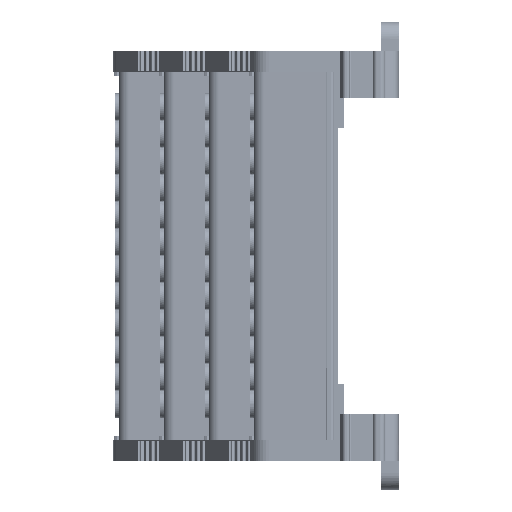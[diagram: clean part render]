
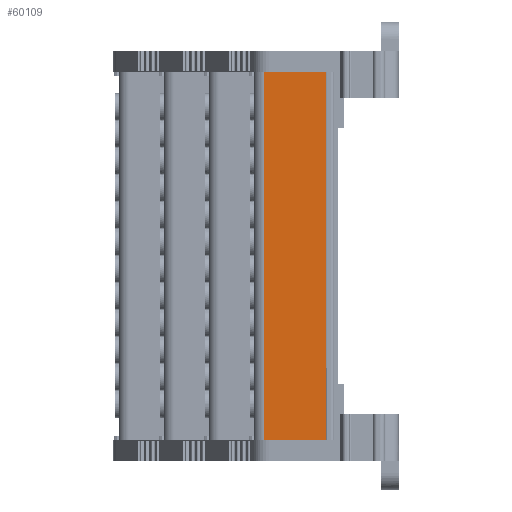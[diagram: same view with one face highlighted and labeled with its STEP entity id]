
A CAD part, left-side view. The second image highlights one B-rep face of the part: STEP entity #60109.
In plain terms, the highlighted planar face has unit normal (-1, 0.018, 0).
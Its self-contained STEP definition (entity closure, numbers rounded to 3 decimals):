
#33563 = VECTOR ( 'NONE', #166378, 1000. ) ;
#33604 = VECTOR ( 'NONE', #166645, 1000. ) ;
#48567 = CARTESIAN_POINT ( 'NONE',  ( -92.068, 62.574, 106.061 ) ) ;
#52374 = CARTESIAN_POINT ( 'NONE',  ( -92.068, 62.574, 0.015 ) ) ;
#52463 = CARTESIAN_POINT ( 'NONE',  ( -91.737, 81.525, 106.061 ) ) ;
#52549 = CARTESIAN_POINT ( 'NONE',  ( -91.737, 81.525, 0.015 ) ) ;
#60109 = ADVANCED_FACE ( 'NONE', ( #134586 ), #134488, .F. ) ;
#60687 = EDGE_CURVE ( 'NONE', #153208, #153289, #143428, .T. ) ;
#60697 = EDGE_CURVE ( 'NONE', #153270, #148992, #143970, .T. ) ;
#60700 = EDGE_CURVE ( 'NONE', #148992, #153208, #166353, .T. ) ;
#60780 = EDGE_CURVE ( 'NONE', #153289, #153270, #166643, .T. ) ;
#87974 = ORIENTED_EDGE ( 'NONE', *, *, #60687, .F. ) ;
#88034 = ORIENTED_EDGE ( 'NONE', *, *, #60780, .F. ) ;
#88046 = ORIENTED_EDGE ( 'NONE', *, *, #60700, .F. ) ;
#88074 = ORIENTED_EDGE ( 'NONE', *, *, #60697, .F. ) ;
#90833 = EDGE_LOOP ( 'NONE', ( #87974, #88046, #88074, #88034 ) ) ;
#134456 = DIRECTION ( 'NONE',  ( 0.017, 1., 0. ) ) ;
#134480 = DIRECTION ( 'NONE',  ( 1., -0.017, 0. ) ) ;
#134488 = PLANE ( 'NONE',  #166571 ) ;
#134557 = CARTESIAN_POINT ( 'NONE',  ( -91.667, 85.522, -0.674 ) ) ;
#134586 = FACE_OUTER_BOUND ( 'NONE', #90833, .T. ) ;
#143428 = B_SPLINE_CURVE_WITH_KNOTS ( 'NONE', 3,
 ( #166253, #166257, #166332, #166314 ),
 .UNSPECIFIED., .F., .F.,
 ( 4, 4 ),
 ( 0., 1. ),
 .UNSPECIFIED. ) ;
#143970 = B_SPLINE_CURVE_WITH_KNOTS ( 'NONE', 3,
 ( #166293, #166334, #166295, #166297 ),
 .UNSPECIFIED., .F., .F.,
 ( 4, 4 ),
 ( 0., 1. ),
 .UNSPECIFIED. ) ;
#148992 = VERTEX_POINT ( 'NONE', #48567 ) ;
#153208 = VERTEX_POINT ( 'NONE', #52374 ) ;
#153270 = VERTEX_POINT ( 'NONE', #52463 ) ;
#153289 = VERTEX_POINT ( 'NONE', #52549 ) ;
#166253 = CARTESIAN_POINT ( 'NONE',  ( -92.068, 62.574, 0.015 ) ) ;
#166257 = CARTESIAN_POINT ( 'NONE',  ( -91.958, 68.891, 0.015 ) ) ;
#166293 = CARTESIAN_POINT ( 'NONE',  ( -91.737, 81.525, 106.061 ) ) ;
#166295 = CARTESIAN_POINT ( 'NONE',  ( -91.958, 68.891, 106.061 ) ) ;
#166297 = CARTESIAN_POINT ( 'NONE',  ( -92.068, 62.574, 106.061 ) ) ;
#166314 = CARTESIAN_POINT ( 'NONE',  ( -91.737, 81.525, 0.015 ) ) ;
#166332 = CARTESIAN_POINT ( 'NONE',  ( -91.847, 75.208, 0.015 ) ) ;
#166334 = CARTESIAN_POINT ( 'NONE',  ( -91.847, 75.208, 106.061 ) ) ;
#166339 = CARTESIAN_POINT ( 'NONE',  ( -92.068, 62.574, -0.674 ) ) ;
#166353 = LINE ( 'NONE', #166339, #33563 ) ;
#166378 = DIRECTION ( 'NONE',  ( 0., 0., -1. ) ) ;
#166571 = AXIS2_PLACEMENT_3D ( 'NONE', #134557, #134480, #134456 ) ;
#166605 = CARTESIAN_POINT ( 'NONE',  ( -91.737, 81.525, -0.674 ) ) ;
#166643 = LINE ( 'NONE', #166605, #33604 ) ;
#166645 = DIRECTION ( 'NONE',  ( 0., 0., 1. ) ) ;
